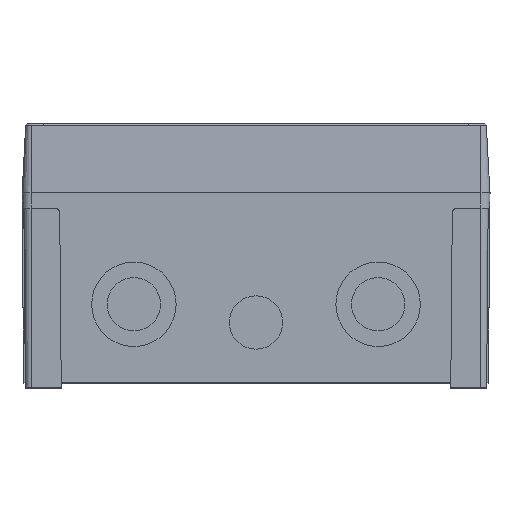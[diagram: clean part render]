
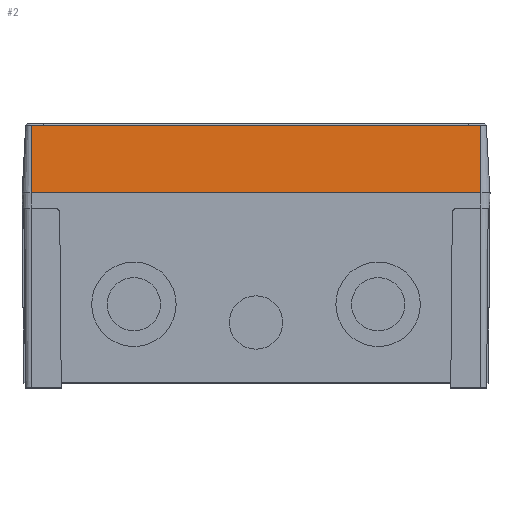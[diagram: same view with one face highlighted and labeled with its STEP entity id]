
A CAD part, top view. The second image highlights one B-rep face of the part: STEP entity #2.
In plain terms, the highlighted planar face has unit normal (0, 0.052, 0.999).
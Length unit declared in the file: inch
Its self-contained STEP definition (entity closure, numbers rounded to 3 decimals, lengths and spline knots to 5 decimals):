
#2 = ADVANCED_FACE ( 'NONE', ( #19862 ), #14749, .T. ) ;
#479 = VERTEX_POINT ( 'NONE', #5085 ) ;
#692 = CARTESIAN_POINT ( 'NONE',  ( 3.40551, 0., 5.01969 ) ) ;
#1704 = VECTOR ( 'NONE', #18258, 39.37008 ) ;
#3588 = LINE ( 'NONE', #14721, #11339 ) ;
#3872 = VERTEX_POINT ( 'NONE', #692 ) ;
#4243 = DIRECTION ( 'NONE',  ( 0., -0.999, 0.052 ) ) ;
#5085 = CARTESIAN_POINT ( 'NONE',  ( -3.40551, 1.02232, 4.96611 ) ) ;
#5573 = VERTEX_POINT ( 'NONE', #11110 ) ;
#5646 = ORIENTED_EDGE ( 'NONE', *, *, #6245, .F. ) ;
#6245 = EDGE_CURVE ( 'NONE', #5573, #3872, #10920, .T. ) ;
#6956 = VECTOR ( 'NONE', #4243, 39.37008 ) ;
#7187 = EDGE_LOOP ( 'NONE', ( #5646, #9605, #16186, #13387 ) ) ;
#8322 = EDGE_CURVE ( 'NONE', #5573, #479, #9884, .T. ) ;
#9583 = LINE ( 'NONE', #12977, #10921 ) ;
#9605 = ORIENTED_EDGE ( 'NONE', *, *, #8322, .T. ) ;
#9884 = LINE ( 'NONE', #13073, #1704 ) ;
#10094 = CARTESIAN_POINT ( 'NONE',  ( -3.40551, 0., 5.01969 ) ) ;
#10920 = LINE ( 'NONE', #14302, #6956 ) ;
#10921 = VECTOR ( 'NONE', #10974, 39.37008 ) ;
#10974 = DIRECTION ( 'NONE',  ( 0., -0.999, 0.052 ) ) ;
#11110 = CARTESIAN_POINT ( 'NONE',  ( 3.40551, 1.02232, 4.96611 ) ) ;
#11339 = VECTOR ( 'NONE', #13352, 39.37008 ) ;
#12977 = CARTESIAN_POINT ( 'NONE',  ( -3.40551, 0., 5.01969 ) ) ;
#13069 = DIRECTION ( 'NONE',  ( 1., 0., 0. ) ) ;
#13073 = CARTESIAN_POINT ( 'NONE',  ( -3.40551, 1.02232, 4.96611 ) ) ;
#13352 = DIRECTION ( 'NONE',  ( 1., 0., 0. ) ) ;
#13387 = ORIENTED_EDGE ( 'NONE', *, *, #19466, .T. ) ;
#13551 = EDGE_CURVE ( 'NONE', #479, #13670, #9583, .T. ) ;
#13670 = VERTEX_POINT ( 'NONE', #16666 ) ;
#14302 = CARTESIAN_POINT ( 'NONE',  ( 3.40551, 0., 5.01969 ) ) ;
#14721 = CARTESIAN_POINT ( 'NONE',  ( -3.40551, 0., 5.01969 ) ) ;
#14749 = PLANE ( 'NONE',  #18459 ) ;
#16186 = ORIENTED_EDGE ( 'NONE', *, *, #13551, .T. ) ;
#16230 = DIRECTION ( 'NONE',  ( 0., 0.052, 0.999 ) ) ;
#16666 = CARTESIAN_POINT ( 'NONE',  ( -3.40551, 0., 5.01969 ) ) ;
#18258 = DIRECTION ( 'NONE',  ( -1., 0., 0. ) ) ;
#18459 = AXIS2_PLACEMENT_3D ( 'NONE', #10094, #16230, #13069 ) ;
#19466 = EDGE_CURVE ( 'NONE', #13670, #3872, #3588, .T. ) ;
#19862 = FACE_OUTER_BOUND ( 'NONE', #7187, .T. ) ;
